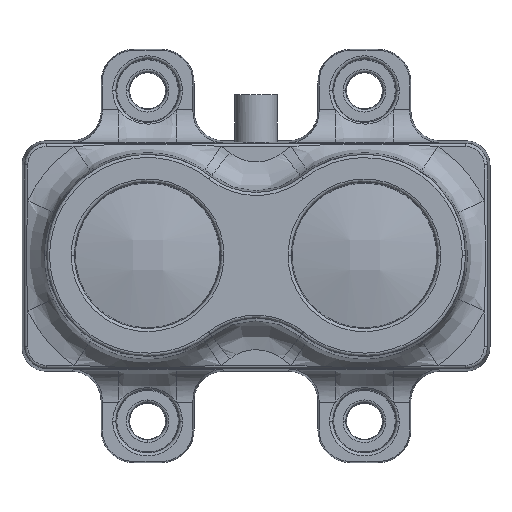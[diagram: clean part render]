
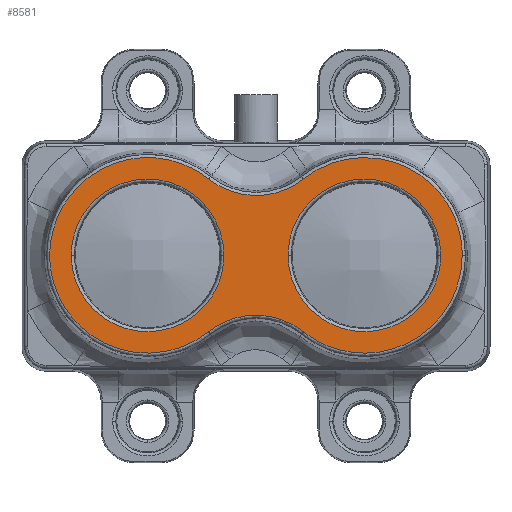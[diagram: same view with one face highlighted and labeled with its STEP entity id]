
A CAD part, top view. The second image highlights one B-rep face of the part: STEP entity #8581.
In plain terms, the highlighted planar face has unit normal (0, 0, 1).
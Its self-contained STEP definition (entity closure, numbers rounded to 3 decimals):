
#106 = ORIENTED_EDGE ( 'NONE', *, *, #7287, .F. ) ;
#181 = CARTESIAN_POINT ( 'NONE',  ( 1.793, -5.168, 0. ) ) ;
#760 = CARTESIAN_POINT ( 'NONE',  ( -17.889, 14.777, 0. ) ) ;
#941 = CARTESIAN_POINT ( 'NONE',  ( 19.969, 0., 0. ) ) ;
#1207 = AXIS2_PLACEMENT_3D ( 'NONE', #10118, #12684, #6343 ) ;
#1234 = CARTESIAN_POINT ( 'NONE',  ( 3.111, 0., 0. ) ) ;
#1614 = CARTESIAN_POINT ( 'NONE',  ( 19.969, 0., 0. ) ) ;
#1646 = VERTEX_POINT ( 'NONE', #3898 ) ;
#1660 = VERTEX_POINT ( 'NONE', #15636 ) ;
#1910 = ORIENTED_EDGE ( 'NONE', *, *, #2141, .F. ) ;
#1911 = VERTEX_POINT ( 'NONE', #10992 ) ;
#1995 = EDGE_LOOP ( 'NONE', ( #6249, #106 ) ) ;
#2069 = EDGE_LOOP ( 'NONE', ( #6542, #8845, #11032, #8215, #16278 ) ) ;
#2141 = EDGE_CURVE ( 'NONE', #3132, #5675, #13405, .T. ) ;
#2398 = CARTESIAN_POINT ( 'NONE',  ( -4.597, -7.404, 0. ) ) ;
#2863 = FACE_OUTER_BOUND ( 'NONE', #2069, .T. ) ;
#3132 = VERTEX_POINT ( 'NONE', #16082 ) ;
#3217 = CARTESIAN_POINT ( 'NONE',  ( -1.793, 5.168, 0. ) ) ;
#3744 = CARTESIAN_POINT ( 'NONE',  ( -4.597, 7.404, 0. ) ) ;
#3898 = CARTESIAN_POINT ( 'NONE',  ( 4.597, -7.404, 0. ) ) ;
#4510 = EDGE_CURVE ( 'NONE', #9632, #1660, #8368, .T. ) ;
#4635 = CARTESIAN_POINT ( 'NONE',  ( 17.889, 0., 0. ) ) ;
#4787 = VERTEX_POINT ( 'NONE', #8738 ) ;
#4949 = CARTESIAN_POINT ( 'NONE',  ( -11.739, 13.098, 0. ) ) ;
#5167 = CARTESIAN_POINT ( 'NONE',  ( 4.597, -7.404, 0. ) ) ;
#5316 = CARTESIAN_POINT ( 'NONE',  ( 4.597, -7.404, 0. ) ) ;
#5422 = EDGE_CURVE ( 'NONE', #1911, #10402, #11661, .T. ) ;
#5675 = VERTEX_POINT ( 'NONE', #4635 ) ;
#5754 = ORIENTED_EDGE ( 'NONE', *, *, #14961, .F. ) ;
#5897 = CARTESIAN_POINT ( 'NONE',  ( 11.739, 13.098, 0. ) ) ;
#5995 = CARTESIAN_POINT ( 'NONE',  ( -3.111, 0., 0. ) ) ;
#6249 = ORIENTED_EDGE ( 'NONE', *, *, #9133, .F. ) ;
#6343 = DIRECTION ( 'NONE',  ( -1., 0., 0. ) ) ;
#6418 =( BOUNDED_CURVE ( )  B_SPLINE_CURVE ( 3, ( #1614, #7720, #8008, #5167 ),
 .UNSPECIFIED., .F., .F. ) 
 B_SPLINE_CURVE_WITH_KNOTS ( ( 4, 4 ),
 ( 0., 1. ),
 .UNSPECIFIED. ) 
 CURVE ( )  GEOMETRIC_REPRESENTATION_ITEM ( )  RATIONAL_B_SPLINE_CURVE ( ( 1., 0.623, 0.623, 1. ) ) 
 REPRESENTATION_ITEM ( '' )  );
#6542 = ORIENTED_EDGE ( 'NONE', *, *, #14365, .F. ) ;
#6685 = CARTESIAN_POINT ( 'NONE',  ( -1.793, -5.168, 0. ) ) ;
#7287 = EDGE_CURVE ( 'NONE', #12119, #4787, #12987, .T. ) ;
#7314 = CARTESIAN_POINT ( 'NONE',  ( -3.111, 14.777, 0. ) ) ;
#7612 = CARTESIAN_POINT ( 'NONE',  ( -17.889, 0., 0. ) ) ;
#7720 = CARTESIAN_POINT ( 'NONE',  ( 19.969, -9.134, 0. ) ) ;
#7727 = CARTESIAN_POINT ( 'NONE',  ( 17.889, 14.777, 0. ) ) ;
#7736 = CARTESIAN_POINT ( 'NONE',  ( -3.111, 0., 0. ) ) ;
#7797 = CARTESIAN_POINT ( 'NONE',  ( -3.111, -14.777, 0. ) ) ;
#8008 = CARTESIAN_POINT ( 'NONE',  ( 11.739, -13.098, 0. ) ) ;
#8202 = CARTESIAN_POINT ( 'NONE',  ( 3.111, 0., 0. ) ) ;
#8215 = ORIENTED_EDGE ( 'NONE', *, *, #11027, .F. ) ;
#8368 =( BOUNDED_CURVE ( )  B_SPLINE_CURVE ( 3, ( #2398, #9067, #12830, #10382, #15484, #4949, #3744 ),
 .UNSPECIFIED., .F., .F. ) 
 B_SPLINE_CURVE_WITH_KNOTS ( ( 4, 3, 4 ),
 ( 0., 0.5, 1. ),
 .UNSPECIFIED. ) 
 CURVE ( )  GEOMETRIC_REPRESENTATION_ITEM ( )  RATIONAL_B_SPLINE_CURVE ( ( 1., 0.623, 0.623, 1., 0.623, 0.623, 1. ) ) 
 REPRESENTATION_ITEM ( '' )  );
#8461 = CARTESIAN_POINT ( 'NONE',  ( 19.969, 9.134, 0. ) ) ;
#8509 = CARTESIAN_POINT ( 'NONE',  ( -4.597, 7.404, 0. ) ) ;
#8581 = ADVANCED_FACE ( 'NONE', ( #12047, #8991, #2863 ), #16689, .F. ) ;
#8738 = CARTESIAN_POINT ( 'NONE',  ( -3.111, 0., 0. ) ) ;
#8845 = ORIENTED_EDGE ( 'NONE', *, *, #4510, .F. ) ;
#8919 =( BOUNDED_CURVE ( )  B_SPLINE_CURVE ( 3, ( #5995, #7314, #760, #13891 ),
 .UNSPECIFIED., .F., .F. ) 
 B_SPLINE_CURVE_WITH_KNOTS ( ( 4, 4 ),
 ( 0., 1. ),
 .UNSPECIFIED. ) 
 CURVE ( )  GEOMETRIC_REPRESENTATION_ITEM ( )  RATIONAL_B_SPLINE_CURVE ( ( 1., 0.333, 0.333, 1. ) ) 
 REPRESENTATION_ITEM ( '' )  );
#8991 = FACE_BOUND ( 'NONE', #1995, .T. ) ;
#9067 = CARTESIAN_POINT ( 'NONE',  ( -11.739, -13.098, 0. ) ) ;
#9133 = EDGE_CURVE ( 'NONE', #4787, #12119, #8919, .T. ) ;
#9632 = VERTEX_POINT ( 'NONE', #16799 ) ;
#9830 = CARTESIAN_POINT ( 'NONE',  ( 1.793, 5.168, 0. ) ) ;
#9836 = EDGE_CURVE ( 'NONE', #1646, #9632, #14795, .T. ) ;
#10012 = CARTESIAN_POINT ( 'NONE',  ( 4.597, 7.404, 0. ) ) ;
#10118 = CARTESIAN_POINT ( 'NONE',  ( 5.375, -6.585, 0. ) ) ;
#10382 = CARTESIAN_POINT ( 'NONE',  ( -19.969, 0., 0. ) ) ;
#10402 = VERTEX_POINT ( 'NONE', #941 ) ;
#10992 = CARTESIAN_POINT ( 'NONE',  ( 4.597, 7.404, 0. ) ) ;
#11024 =( BOUNDED_CURVE ( )  B_SPLINE_CURVE ( 3, ( #11590, #7727, #16887, #1234 ),
 .UNSPECIFIED., .F., .F. ) 
 B_SPLINE_CURVE_WITH_KNOTS ( ( 4, 4 ),
 ( 0., 1. ),
 .UNSPECIFIED. ) 
 CURVE ( )  GEOMETRIC_REPRESENTATION_ITEM ( )  RATIONAL_B_SPLINE_CURVE ( ( 1., 0.333, 0.333, 1. ) ) 
 REPRESENTATION_ITEM ( '' )  );
#11027 = EDGE_CURVE ( 'NONE', #10402, #1646, #6418, .T. ) ;
#11032 = ORIENTED_EDGE ( 'NONE', *, *, #9836, .F. ) ;
#11590 = CARTESIAN_POINT ( 'NONE',  ( 17.889, 0., 0. ) ) ;
#11656 = CARTESIAN_POINT ( 'NONE',  ( -17.889, 0., 0. ) ) ;
#11661 =( BOUNDED_CURVE ( )  B_SPLINE_CURVE ( 3, ( #10012, #5897, #8461, #15002 ),
 .UNSPECIFIED., .F., .F. ) 
 B_SPLINE_CURVE_WITH_KNOTS ( ( 4, 4 ),
 ( 0., 1. ),
 .UNSPECIFIED. ) 
 CURVE ( )  GEOMETRIC_REPRESENTATION_ITEM ( )  RATIONAL_B_SPLINE_CURVE ( ( 1., 0.623, 0.623, 1. ) ) 
 REPRESENTATION_ITEM ( '' )  );
#12047 = FACE_BOUND ( 'NONE', #13333, .T. ) ;
#12119 = VERTEX_POINT ( 'NONE', #7612 ) ;
#12164 = CARTESIAN_POINT ( 'NONE',  ( 17.889, -14.777, 0. ) ) ;
#12272 =( BOUNDED_CURVE ( )  B_SPLINE_CURVE ( 3, ( #8509, #3217, #9830, #13645 ),
 .UNSPECIFIED., .F., .F. ) 
 B_SPLINE_CURVE_WITH_KNOTS ( ( 4, 4 ),
 ( 0., 1. ),
 .UNSPECIFIED. ) 
 CURVE ( )  GEOMETRIC_REPRESENTATION_ITEM ( )  RATIONAL_B_SPLINE_CURVE ( ( 1., 0.855, 0.855, 1. ) ) 
 REPRESENTATION_ITEM ( '' )  );
#12684 = DIRECTION ( 'NONE',  ( 0., 0., -1. ) ) ;
#12830 = CARTESIAN_POINT ( 'NONE',  ( -19.969, -9.134, 0. ) ) ;
#12987 =( BOUNDED_CURVE ( )  B_SPLINE_CURVE ( 3, ( #11656, #15597, #7797, #7736 ),
 .UNSPECIFIED., .F., .F. ) 
 B_SPLINE_CURVE_WITH_KNOTS ( ( 4, 4 ),
 ( 0., 1. ),
 .UNSPECIFIED. ) 
 CURVE ( )  GEOMETRIC_REPRESENTATION_ITEM ( )  RATIONAL_B_SPLINE_CURVE ( ( 1., 0.333, 0.333, 1. ) ) 
 REPRESENTATION_ITEM ( '' )  );
#13333 = EDGE_LOOP ( 'NONE', ( #5754, #1910 ) ) ;
#13405 =( BOUNDED_CURVE ( )  B_SPLINE_CURVE ( 3, ( #8202, #16118, #12164, #14690 ),
 .UNSPECIFIED., .F., .F. ) 
 B_SPLINE_CURVE_WITH_KNOTS ( ( 4, 4 ),
 ( 0., 1. ),
 .UNSPECIFIED. ) 
 CURVE ( )  GEOMETRIC_REPRESENTATION_ITEM ( )  RATIONAL_B_SPLINE_CURVE ( ( 1., 0.333, 0.333, 1. ) ) 
 REPRESENTATION_ITEM ( '' )  );
#13645 = CARTESIAN_POINT ( 'NONE',  ( 4.597, 7.404, 0. ) ) ;
#13891 = CARTESIAN_POINT ( 'NONE',  ( -17.889, 0., 0. ) ) ;
#14365 = EDGE_CURVE ( 'NONE', #1660, #1911, #12272, .T. ) ;
#14690 = CARTESIAN_POINT ( 'NONE',  ( 17.889, 0., 0. ) ) ;
#14795 =( BOUNDED_CURVE ( )  B_SPLINE_CURVE ( 3, ( #5316, #181, #6685, #15894 ),
 .UNSPECIFIED., .F., .F. ) 
 B_SPLINE_CURVE_WITH_KNOTS ( ( 4, 4 ),
 ( 0., 1. ),
 .UNSPECIFIED. ) 
 CURVE ( )  GEOMETRIC_REPRESENTATION_ITEM ( )  RATIONAL_B_SPLINE_CURVE ( ( 1., 0.855, 0.855, 1. ) ) 
 REPRESENTATION_ITEM ( '' )  );
#14961 = EDGE_CURVE ( 'NONE', #5675, #3132, #11024, .T. ) ;
#15002 = CARTESIAN_POINT ( 'NONE',  ( 19.969, 0., 0. ) ) ;
#15484 = CARTESIAN_POINT ( 'NONE',  ( -19.969, 9.134, 0. ) ) ;
#15597 = CARTESIAN_POINT ( 'NONE',  ( -17.889, -14.777, 0. ) ) ;
#15636 = CARTESIAN_POINT ( 'NONE',  ( -4.597, 7.404, 0. ) ) ;
#15894 = CARTESIAN_POINT ( 'NONE',  ( -4.597, -7.404, 0. ) ) ;
#16082 = CARTESIAN_POINT ( 'NONE',  ( 3.111, 0., 0. ) ) ;
#16118 = CARTESIAN_POINT ( 'NONE',  ( 3.111, -14.777, 0. ) ) ;
#16278 = ORIENTED_EDGE ( 'NONE', *, *, #5422, .F. ) ;
#16689 = PLANE ( 'NONE',  #1207 ) ;
#16799 = CARTESIAN_POINT ( 'NONE',  ( -4.597, -7.404, 0. ) ) ;
#16887 = CARTESIAN_POINT ( 'NONE',  ( 3.111, 14.777, 0. ) ) ;
